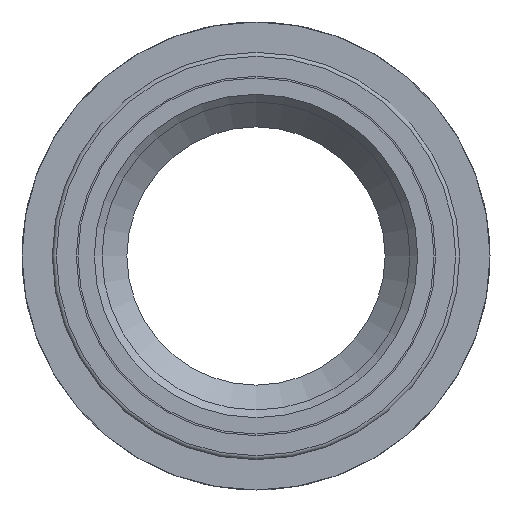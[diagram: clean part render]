
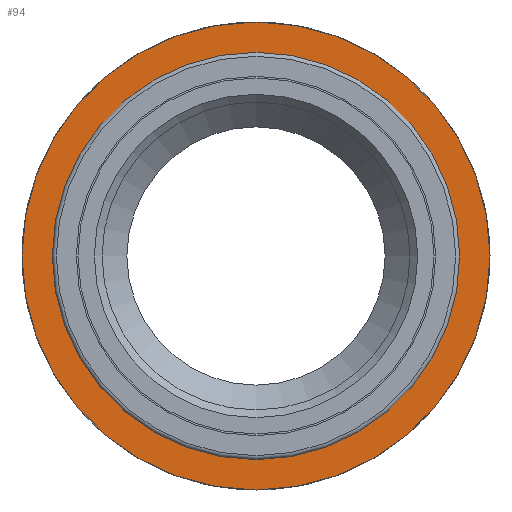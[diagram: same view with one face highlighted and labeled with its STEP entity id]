
A CAD part, left-side view. The second image highlights one B-rep face of the part: STEP entity #94.
In plain terms, the highlighted planar face has unit normal (-1, 0, 0).
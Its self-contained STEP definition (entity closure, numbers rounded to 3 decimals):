
#94 = ADVANCED_FACE( '', ( #203, #204 ), #205, .F. );
#203 = FACE_OUTER_BOUND( '', #377, .T. );
#204 = FACE_BOUND( '', #378, .T. );
#205 = PLANE( '', #379 );
#377 = EDGE_LOOP( '', ( #601 ) );
#378 = EDGE_LOOP( '', ( #602 ) );
#379 = AXIS2_PLACEMENT_3D( '', #603, #604, #605 );
#601 = ORIENTED_EDGE( '', *, *, #1080, .F. );
#602 = ORIENTED_EDGE( '', *, *, #1081, .T. );
#603 = CARTESIAN_POINT( '', ( -20., 25.24, 0. ) );
#604 = DIRECTION( '', ( 1., 0., 0. ) );
#605 = DIRECTION( '', ( 0., 0., -1. ) );
#1080 = EDGE_CURVE( '', #1273, #1273, #1274, .T. );
#1081 = EDGE_CURVE( '', #1275, #1275, #1276, .T. );
#1273 = VERTEX_POINT( '', #1578 );
#1274 = CIRCLE( '', #1579, 29. );
#1275 = VERTEX_POINT( '', #1580 );
#1276 = CIRCLE( '', #1581, 25.24 );
#1578 = CARTESIAN_POINT( '', ( -20., 0., -29. ) );
#1579 = AXIS2_PLACEMENT_3D( '', #2012, #2013, #2014 );
#1580 = CARTESIAN_POINT( '', ( -20., 0., -25.24 ) );
#1581 = AXIS2_PLACEMENT_3D( '', #2015, #2016, #2017 );
#2012 = CARTESIAN_POINT( '', ( -20., 0., 0. ) );
#2013 = DIRECTION( '', ( 1., 0., 0. ) );
#2014 = DIRECTION( '', ( 0., 0., -1. ) );
#2015 = CARTESIAN_POINT( '', ( -20., 0., 0. ) );
#2016 = DIRECTION( '', ( 1., 0., 0. ) );
#2017 = DIRECTION( '', ( 0., 0., -1. ) );
